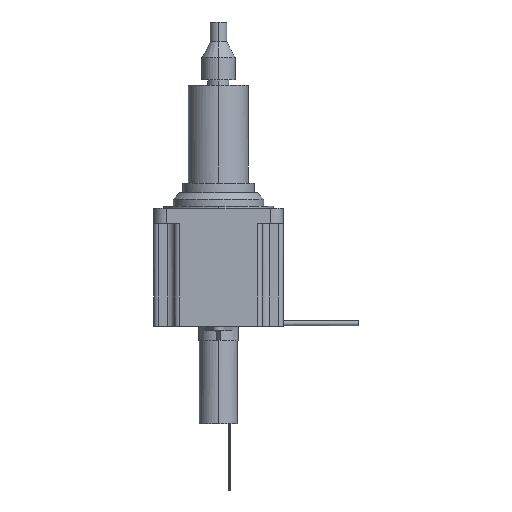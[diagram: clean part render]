
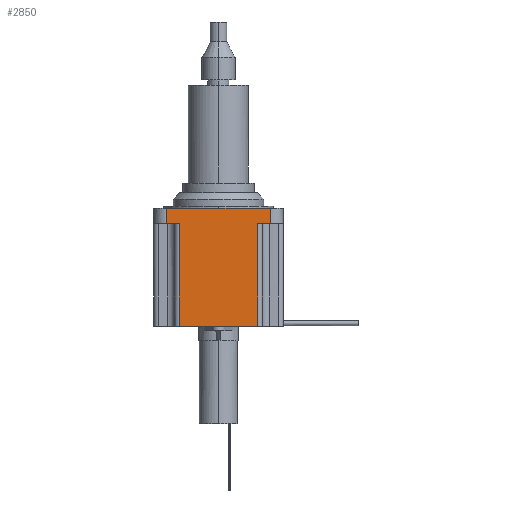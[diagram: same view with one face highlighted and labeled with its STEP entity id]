
A CAD part, left-side view. The second image highlights one B-rep face of the part: STEP entity #2850.
In plain terms, the highlighted free-form (B-spline) face has degree [1, 1] with [2, 2] control points.
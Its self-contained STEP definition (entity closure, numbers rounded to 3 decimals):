
#46 = B_SPLINE_CURVE_WITH_KNOTS ( 'NONE', 1,
 ( #5575, #4443 ),
 .UNSPECIFIED., .F., .F.,
 ( 2, 2 ),
 ( 0., 1. ),
 .UNSPECIFIED. ) ;
#182 = VERTEX_POINT ( 'NONE', #2910 ) ;
#232 = B_SPLINE_CURVE_WITH_KNOTS ( 'NONE', 1,
 ( #6400, #1956 ),
 .UNSPECIFIED., .F., .F.,
 ( 2, 2 ),
 ( 0., 1. ),
 .UNSPECIFIED. ) ;
#466 = CARTESIAN_POINT ( 'NONE',  ( -43.155, -26.223, -10. ) ) ;
#523 = CARTESIAN_POINT ( 'NONE',  ( -43.155, -26.223, -78.562 ) ) ;
#674 = CARTESIAN_POINT ( 'NONE',  ( -43.155, -34.519, 0. ) ) ;
#689 = CARTESIAN_POINT ( 'NONE',  ( -43.155, -26.223, -10. ) ) ;
#750 = CARTESIAN_POINT ( 'NONE',  ( -43.155, -34.519, -10. ) ) ;
#834 = CARTESIAN_POINT ( 'NONE',  ( -43.155, 34.519, 0. ) ) ;
#837 = CARTESIAN_POINT ( 'NONE',  ( -43.155, 34.519, -10. ) ) ;
#1273 = ORIENTED_EDGE ( 'NONE', *, *, #5091, .T. ) ;
#1328 = CARTESIAN_POINT ( 'NONE',  ( -43.155, 34.519, -10. ) ) ;
#1390 = CARTESIAN_POINT ( 'NONE',  ( -43.155, 34.519, -10. ) ) ;
#1439 = EDGE_CURVE ( 'NONE', #5195, #182, #2727, .T. ) ;
#1576 = EDGE_CURVE ( 'NONE', #2477, #3582, #3481, .T. ) ;
#1858 = ORIENTED_EDGE ( 'NONE', *, *, #3287, .T. ) ;
#1911 = VERTEX_POINT ( 'NONE', #5909 ) ;
#1956 = CARTESIAN_POINT ( 'NONE',  ( -43.155, -26.223, -78.562 ) ) ;
#2223 = CARTESIAN_POINT ( 'NONE',  ( -43.155, -26.223, -78.562 ) ) ;
#2277 = CARTESIAN_POINT ( 'NONE',  ( -43.155, 26.223, -10. ) ) ;
#2401 = CARTESIAN_POINT ( 'NONE',  ( -43.155, 26.223, -10. ) ) ;
#2458 = ORIENTED_EDGE ( 'NONE', *, *, #3021, .T. ) ;
#2477 = VERTEX_POINT ( 'NONE', #523 ) ;
#2641 = B_SPLINE_CURVE_WITH_KNOTS ( 'NONE', 1,
 ( #3410, #3860 ),
 .UNSPECIFIED., .F., .F.,
 ( 2, 2 ),
 ( 0., 1. ),
 .UNSPECIFIED. ) ;
#2671 = VERTEX_POINT ( 'NONE', #750 ) ;
#2727 = B_SPLINE_CURVE_WITH_KNOTS ( 'NONE', 1,
 ( #2277, #6230 ),
 .UNSPECIFIED., .F., .F.,
 ( 2, 2 ),
 ( 0., 1. ),
 .UNSPECIFIED. ) ;
#2733 = ORIENTED_EDGE ( 'NONE', *, *, #1439, .T. ) ;
#2830 = ORIENTED_EDGE ( 'NONE', *, *, #6396, .T. ) ;
#2842 = CARTESIAN_POINT ( 'NONE',  ( -43.155, 34.519, 0. ) ) ;
#2850 = ADVANCED_FACE ( 'NONE', ( #5785 ), #3425, .T. ) ;
#2910 = CARTESIAN_POINT ( 'NONE',  ( -43.155, 26.223, -78.562 ) ) ;
#2918 = ORIENTED_EDGE ( 'NONE', *, *, #1576, .T. ) ;
#3021 = EDGE_CURVE ( 'NONE', #2671, #1911, #6017, .T. ) ;
#3287 = EDGE_CURVE ( 'NONE', #5955, #3306, #3943, .T. ) ;
#3306 = VERTEX_POINT ( 'NONE', #1328 ) ;
#3318 = CARTESIAN_POINT ( 'NONE',  ( -43.155, 34.519, -78.562 ) ) ;
#3410 = CARTESIAN_POINT ( 'NONE',  ( -43.155, -34.519, 0. ) ) ;
#3425 = B_SPLINE_SURFACE_WITH_KNOTS ( 'NONE', 1, 1, ( 
 ( #3318, #2842 ),
 ( #3534, #4446 ) ),
 .UNSPECIFIED., .F., .F., .F.,
 ( 2, 2 ),
 ( 2, 2 ),
 ( 0., 1. ),
 ( 0., 1. ),
 .UNSPECIFIED. ) ;
#3481 = B_SPLINE_CURVE_WITH_KNOTS ( 'NONE', 1,
 ( #2223, #689 ),
 .UNSPECIFIED., .F., .F.,
 ( 2, 2 ),
 ( 0., 1. ),
 .UNSPECIFIED. ) ;
#3534 = CARTESIAN_POINT ( 'NONE',  ( -43.155, -34.519, -78.562 ) ) ;
#3582 = VERTEX_POINT ( 'NONE', #466 ) ;
#3643 = ORIENTED_EDGE ( 'NONE', *, *, #6421, .T. ) ;
#3860 = CARTESIAN_POINT ( 'NONE',  ( -43.155, 34.519, 0. ) ) ;
#3943 = B_SPLINE_CURVE_WITH_KNOTS ( 'NONE', 1,
 ( #834, #1390 ),
 .UNSPECIFIED., .F., .F.,
 ( 2, 2 ),
 ( 0., 1. ),
 .UNSPECIFIED. ) ;
#4032 = EDGE_LOOP ( 'NONE', ( #2830, #1858, #5191, #2733, #3643, #2918, #1273, #2458 ) ) ;
#4401 = EDGE_CURVE ( 'NONE', #3306, #5195, #5144, .T. ) ;
#4443 = CARTESIAN_POINT ( 'NONE',  ( -43.155, -34.519, -10. ) ) ;
#4446 = CARTESIAN_POINT ( 'NONE',  ( -43.155, -34.519, 0. ) ) ;
#4600 = CARTESIAN_POINT ( 'NONE',  ( -43.155, -34.519, -10. ) ) ;
#5091 = EDGE_CURVE ( 'NONE', #3582, #2671, #46, .T. ) ;
#5144 = B_SPLINE_CURVE_WITH_KNOTS ( 'NONE', 1,
 ( #837, #2401 ),
 .UNSPECIFIED., .F., .F.,
 ( 2, 2 ),
 ( 0., 1. ),
 .UNSPECIFIED. ) ;
#5191 = ORIENTED_EDGE ( 'NONE', *, *, #4401, .T. ) ;
#5195 = VERTEX_POINT ( 'NONE', #6264 ) ;
#5575 = CARTESIAN_POINT ( 'NONE',  ( -43.155, -26.223, -10. ) ) ;
#5785 = FACE_OUTER_BOUND ( 'NONE', #4032, .T. ) ;
#5909 = CARTESIAN_POINT ( 'NONE',  ( -43.155, -34.519, 0. ) ) ;
#5955 = VERTEX_POINT ( 'NONE', #6150 ) ;
#6017 = B_SPLINE_CURVE_WITH_KNOTS ( 'NONE', 1,
 ( #4600, #674 ),
 .UNSPECIFIED., .F., .F.,
 ( 2, 2 ),
 ( 0., 1. ),
 .UNSPECIFIED. ) ;
#6150 = CARTESIAN_POINT ( 'NONE',  ( -43.155, 34.519, 0. ) ) ;
#6230 = CARTESIAN_POINT ( 'NONE',  ( -43.155, 26.223, -78.562 ) ) ;
#6264 = CARTESIAN_POINT ( 'NONE',  ( -43.155, 26.223, -10. ) ) ;
#6396 = EDGE_CURVE ( 'NONE', #1911, #5955, #2641, .T. ) ;
#6400 = CARTESIAN_POINT ( 'NONE',  ( -43.155, 26.223, -78.562 ) ) ;
#6421 = EDGE_CURVE ( 'NONE', #182, #2477, #232, .T. ) ;
